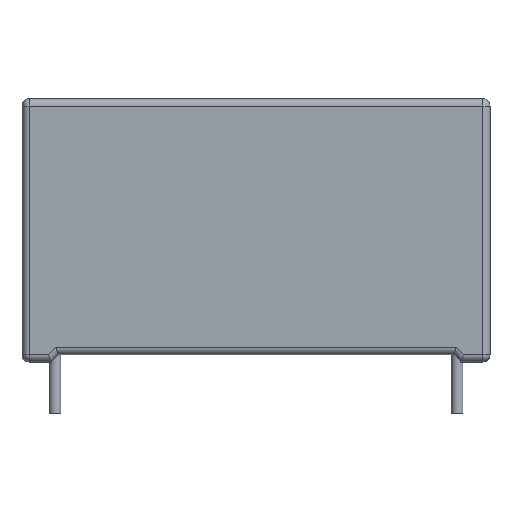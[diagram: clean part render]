
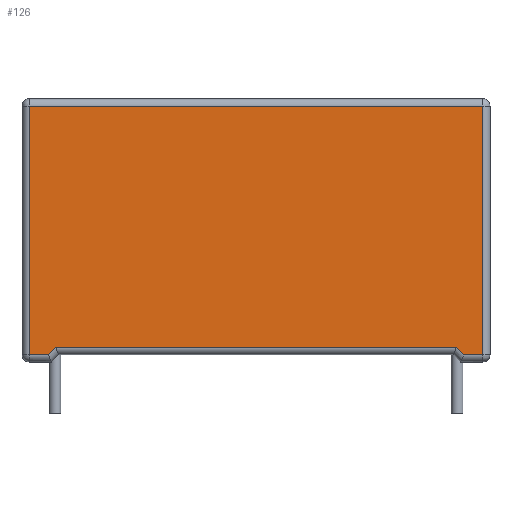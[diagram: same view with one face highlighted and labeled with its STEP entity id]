
A CAD part, front view. The second image highlights one B-rep face of the part: STEP entity #126.
In plain terms, the highlighted planar face has unit normal (0, -1, 0).
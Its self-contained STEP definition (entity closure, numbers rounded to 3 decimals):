
#126 = ADVANCED_FACE ( 'NONE', ( #7366 ), #9626, .F. ) ;
#206 = CARTESIAN_POINT ( 'NONE',  ( -15.5, -4.5, 0.5 ) ) ;
#349 = CARTESIAN_POINT ( 'NONE',  ( 13.71, -4.5, 1. ) ) ;
#480 = CARTESIAN_POINT ( 'NONE',  ( 15.5, -4.5, 9. ) ) ;
#939 = DIRECTION ( 'NONE',  ( -1., 0., 0. ) ) ;
#1215 = DIRECTION ( 'NONE',  ( 1., 0., 0. ) ) ;
#1396 = VERTEX_POINT ( 'NONE', #2882 ) ;
#1635 = EDGE_CURVE ( 'NONE', #8020, #6818, #7955, .T. ) ;
#1817 = DIRECTION ( 'NONE',  ( 0., 0., 1. ) ) ;
#1840 = EDGE_CURVE ( 'NONE', #2528, #4788, #9344, .T. ) ;
#1878 = DIRECTION ( 'NONE',  ( 0.7, 0., -0.714 ) ) ;
#1925 = VERTEX_POINT ( 'NONE', #4172 ) ;
#1945 = CARTESIAN_POINT ( 'NONE',  ( 0., -4.5, 0.5 ) ) ;
#2284 = VECTOR ( 'NONE', #8775, 1000. ) ;
#2309 = ORIENTED_EDGE ( 'NONE', *, *, #8944, .T. ) ;
#2528 = VERTEX_POINT ( 'NONE', #9677 ) ;
#2659 = EDGE_CURVE ( 'NONE', #8922, #2528, #3115, .T. ) ;
#2882 = CARTESIAN_POINT ( 'NONE',  ( 15.5, -4.5, 0.5 ) ) ;
#3115 = LINE ( 'NONE', #6090, #9371 ) ;
#3206 = EDGE_CURVE ( 'NONE', #6818, #8200, #6556, .T. ) ;
#3210 = ORIENTED_EDGE ( 'NONE', *, *, #4127, .T. ) ;
#3223 = VECTOR ( 'NONE', #1817, 1000. ) ;
#3556 = CARTESIAN_POINT ( 'NONE',  ( 0., -4.5, 0.5 ) ) ;
#4017 = CARTESIAN_POINT ( 'NONE',  ( -13.71, -4.5, 1. ) ) ;
#4026 = VECTOR ( 'NONE', #1215, 1000. ) ;
#4034 = DIRECTION ( 'NONE',  ( 0., 0., -1. ) ) ;
#4127 = EDGE_CURVE ( 'NONE', #1396, #8922, #8570, .T. ) ;
#4157 = EDGE_LOOP ( 'NONE', ( #8273, #6018, #2309, #8076, #7228, #5328, #5909, #3210 ) ) ;
#4172 = CARTESIAN_POINT ( 'NONE',  ( 14.2, -4.5, 0.5 ) ) ;
#4265 = DIRECTION ( 'NONE',  ( 0.7, 0., 0.714 ) ) ;
#4679 = CARTESIAN_POINT ( 'NONE',  ( 0., -4.5, 9. ) ) ;
#4788 = VERTEX_POINT ( 'NONE', #206 ) ;
#4821 = DIRECTION ( 'NONE',  ( 0., 1., 0. ) ) ;
#4871 = EDGE_CURVE ( 'NONE', #1925, #1396, #6419, .T. ) ;
#5328 = ORIENTED_EDGE ( 'NONE', *, *, #8235, .T. ) ;
#5601 = LINE ( 'NONE', #7697, #9548 ) ;
#5788 = CARTESIAN_POINT ( 'NONE',  ( 0., -4.5, 1. ) ) ;
#5909 = ORIENTED_EDGE ( 'NONE', *, *, #4871, .T. ) ;
#5940 = VECTOR ( 'NONE', #4265, 1000. ) ;
#6018 = ORIENTED_EDGE ( 'NONE', *, *, #1840, .T. ) ;
#6090 = CARTESIAN_POINT ( 'NONE',  ( 0., -4.5, 17.5 ) ) ;
#6419 = LINE ( 'NONE', #3556, #8855 ) ;
#6556 = LINE ( 'NONE', #5788, #2284 ) ;
#6818 = VERTEX_POINT ( 'NONE', #4017 ) ;
#7023 = VECTOR ( 'NONE', #4034, 1000. ) ;
#7228 = ORIENTED_EDGE ( 'NONE', *, *, #3206, .T. ) ;
#7284 = CARTESIAN_POINT ( 'NONE',  ( 15.5, -4.5, 17.5 ) ) ;
#7323 = CARTESIAN_POINT ( 'NONE',  ( -2.996, -4.5, 11.935 ) ) ;
#7351 = AXIS2_PLACEMENT_3D ( 'NONE', #4679, #4821, #7665 ) ;
#7366 = FACE_OUTER_BOUND ( 'NONE', #4157, .T. ) ;
#7665 = DIRECTION ( 'NONE',  ( 1., 0., 0. ) ) ;
#7697 = CARTESIAN_POINT ( 'NONE',  ( 2.996, -4.5, 11.935 ) ) ;
#7765 = CARTESIAN_POINT ( 'NONE',  ( -15.5, -4.5, 9. ) ) ;
#7955 = LINE ( 'NONE', #7323, #5940 ) ;
#8020 = VERTEX_POINT ( 'NONE', #8098 ) ;
#8076 = ORIENTED_EDGE ( 'NONE', *, *, #1635, .T. ) ;
#8098 = CARTESIAN_POINT ( 'NONE',  ( -14.2, -4.5, 0.5 ) ) ;
#8200 = VERTEX_POINT ( 'NONE', #349 ) ;
#8235 = EDGE_CURVE ( 'NONE', #8200, #1925, #5601, .T. ) ;
#8273 = ORIENTED_EDGE ( 'NONE', *, *, #2659, .T. ) ;
#8570 = LINE ( 'NONE', #480, #3223 ) ;
#8734 = DIRECTION ( 'NONE',  ( 1., 0., 0. ) ) ;
#8759 = LINE ( 'NONE', #1945, #4026 ) ;
#8775 = DIRECTION ( 'NONE',  ( 1., 0., 0. ) ) ;
#8855 = VECTOR ( 'NONE', #8734, 1000. ) ;
#8922 = VERTEX_POINT ( 'NONE', #7284 ) ;
#8944 = EDGE_CURVE ( 'NONE', #4788, #8020, #8759, .T. ) ;
#9344 = LINE ( 'NONE', #7765, #7023 ) ;
#9371 = VECTOR ( 'NONE', #939, 1000. ) ;
#9548 = VECTOR ( 'NONE', #1878, 1000. ) ;
#9626 = PLANE ( 'NONE',  #7351 ) ;
#9677 = CARTESIAN_POINT ( 'NONE',  ( -15.5, -4.5, 17.5 ) ) ;
